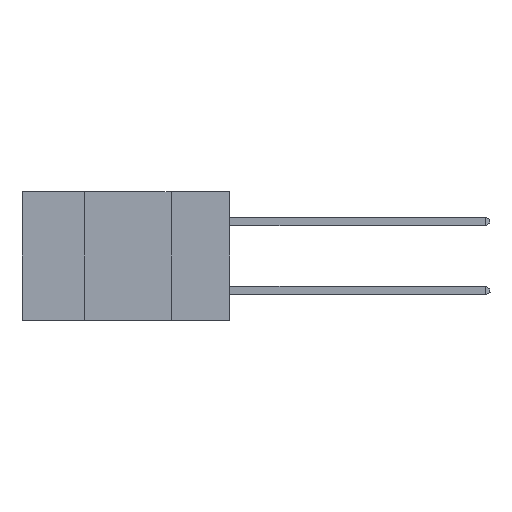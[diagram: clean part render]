
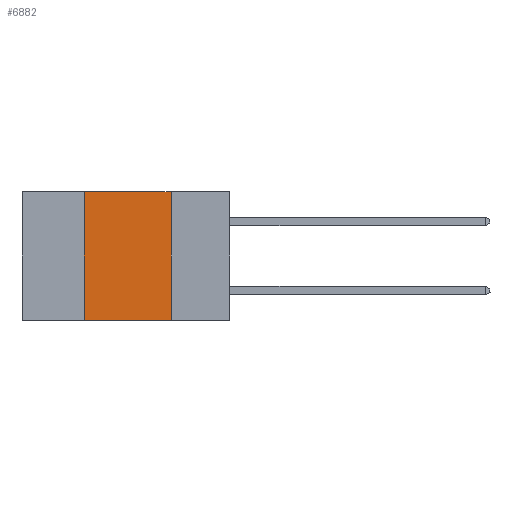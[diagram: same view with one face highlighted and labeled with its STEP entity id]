
A CAD part, left-side view. The second image highlights one B-rep face of the part: STEP entity #6882.
In plain terms, the highlighted planar face has unit normal (-1, 0, 0).
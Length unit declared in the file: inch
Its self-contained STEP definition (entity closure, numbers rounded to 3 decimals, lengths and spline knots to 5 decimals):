
#77 = VERTEX_POINT ( 'NONE', #4052 ) ;
#441 = LINE ( 'NONE', #7208, #12406 ) ;
#1228 = VERTEX_POINT ( 'NONE', #11806 ) ;
#2178 = CARTESIAN_POINT ( 'NONE',  ( 0., 0.6, -0.37 ) ) ;
#2471 = DIRECTION ( 'NONE',  ( 0., -1., 0. ) ) ;
#2550 = AXIS2_PLACEMENT_3D ( 'NONE', #4602, #12721, #5778 ) ;
#2946 = EDGE_CURVE ( 'NONE', #77, #10424, #8721, .T. ) ;
#4052 = CARTESIAN_POINT ( 'NONE',  ( 0., 0.42, -0.37 ) ) ;
#4237 = VECTOR ( 'NONE', #7088, 39.37008 ) ;
#4330 = EDGE_CURVE ( 'NONE', #9199, #10424, #9107, .T. ) ;
#4602 = CARTESIAN_POINT ( 'NONE',  ( 0., 0.6, 0. ) ) ;
#4733 = DIRECTION ( 'NONE',  ( 0., -1., 0. ) ) ;
#5277 = ORIENTED_EDGE ( 'NONE', *, *, #14886, .F. ) ;
#5720 = PLANE ( 'NONE',  #2550 ) ;
#5778 = DIRECTION ( 'NONE',  ( 0., 0., -1. ) ) ;
#5942 = CARTESIAN_POINT ( 'NONE',  ( 0., 0.17, 0. ) ) ;
#6882 = ADVANCED_FACE ( 'NONE', ( #13044 ), #5720, .F. ) ;
#6905 = LINE ( 'NONE', #11681, #7806 ) ;
#7088 = DIRECTION ( 'NONE',  ( 0., 0., -1. ) ) ;
#7208 = CARTESIAN_POINT ( 'NONE',  ( 0., 0.42, 0. ) ) ;
#7806 = VECTOR ( 'NONE', #4733, 39.37008 ) ;
#8721 = LINE ( 'NONE', #2178, #14857 ) ;
#9017 = ORIENTED_EDGE ( 'NONE', *, *, #4330, .F. ) ;
#9107 = LINE ( 'NONE', #11668, #4237 ) ;
#9199 = VERTEX_POINT ( 'NONE', #5942 ) ;
#9260 = ORIENTED_EDGE ( 'NONE', *, *, #2946, .T. ) ;
#10424 = VERTEX_POINT ( 'NONE', #12087 ) ;
#10489 = EDGE_LOOP ( 'NONE', ( #9017, #5277, #13300, #9260 ) ) ;
#11668 = CARTESIAN_POINT ( 'NONE',  ( 0., 0.17, 0. ) ) ;
#11681 = CARTESIAN_POINT ( 'NONE',  ( 0., 0.6, 0. ) ) ;
#11806 = CARTESIAN_POINT ( 'NONE',  ( 0., 0.42, 0. ) ) ;
#12087 = CARTESIAN_POINT ( 'NONE',  ( 0., 0.17, -0.37 ) ) ;
#12406 = VECTOR ( 'NONE', #14142, 39.37008 ) ;
#12721 = DIRECTION ( 'NONE',  ( 1., 0., 0. ) ) ;
#13044 = FACE_OUTER_BOUND ( 'NONE', #10489, .T. ) ;
#13300 = ORIENTED_EDGE ( 'NONE', *, *, #13454, .F. ) ;
#13454 = EDGE_CURVE ( 'NONE', #77, #1228, #441, .T. ) ;
#14142 = DIRECTION ( 'NONE',  ( 0., 0., 1. ) ) ;
#14857 = VECTOR ( 'NONE', #2471, 39.37008 ) ;
#14886 = EDGE_CURVE ( 'NONE', #1228, #9199, #6905, .T. ) ;
